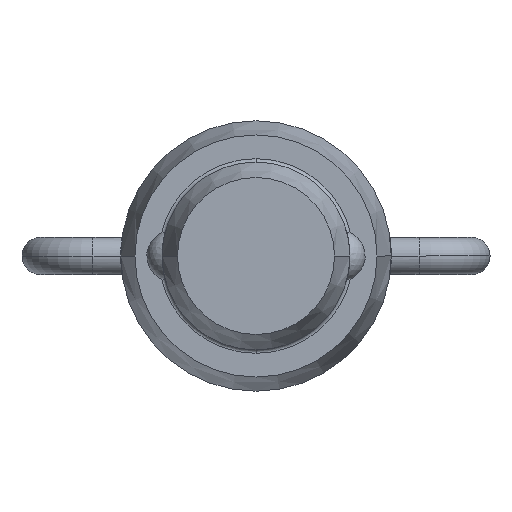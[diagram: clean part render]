
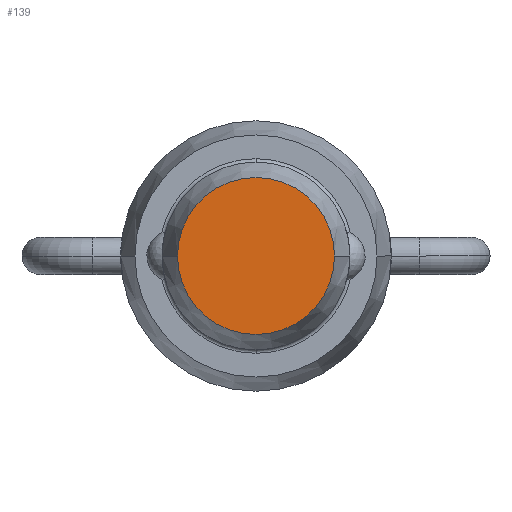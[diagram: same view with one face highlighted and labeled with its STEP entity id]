
A CAD part, front view. The second image highlights one B-rep face of the part: STEP entity #139.
In plain terms, the highlighted planar face has unit normal (0, -1, 0).
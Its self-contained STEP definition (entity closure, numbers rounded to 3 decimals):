
#139=ADVANCED_FACE('',(#278),#279,.T.);
#278=FACE_OUTER_BOUND('',#411,.T.);
#279=PLANE('',#412);
#411=EDGE_LOOP('',(#752,#753));
#412=AXIS2_PLACEMENT_3D('',#754,#755,#756);
#752=ORIENTED_EDGE('',*,*,#923,.T.);
#753=ORIENTED_EDGE('',*,*,#821,.T.);
#754=CARTESIAN_POINT('',(-2.778,-65.532,0.0));
#755=DIRECTION('',(0.,-1.0,0.0));
#756=DIRECTION('',(1.0,0.,0.0));
#821=EDGE_CURVE('',#989,#986,#990,.T.);
#923=EDGE_CURVE('',#986,#989,#1128,.T.);
#986=VERTEX_POINT('',#1286);
#989=VERTEX_POINT('',#1290);
#990=CIRCLE('',#1291,4.646);
#1128=CIRCLE('',#1533,4.646);
#1286=CARTESIAN_POINT('',(-4.646,-65.532,0.0));
#1290=CARTESIAN_POINT('',(4.646,-65.532,0.));
#1291=AXIS2_PLACEMENT_3D('',#1580,#1581,#1582);
#1533=AXIS2_PLACEMENT_3D('',#1749,#1750,#1751);
#1580=CARTESIAN_POINT('',(0.0,-65.532,0.0));
#1581=DIRECTION('',(0.,-1.0,0.0));
#1582=DIRECTION('',(-1.0,0.,0.0));
#1749=CARTESIAN_POINT('',(0.0,-65.532,0.0));
#1750=DIRECTION('',(0.,-1.0,0.0));
#1751=DIRECTION('',(-1.0,0.,0.0));
